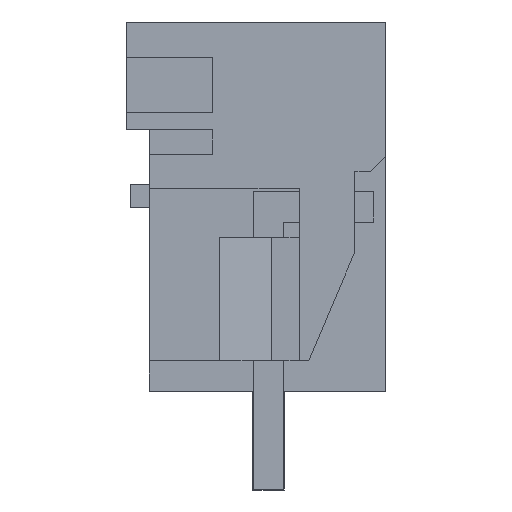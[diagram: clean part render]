
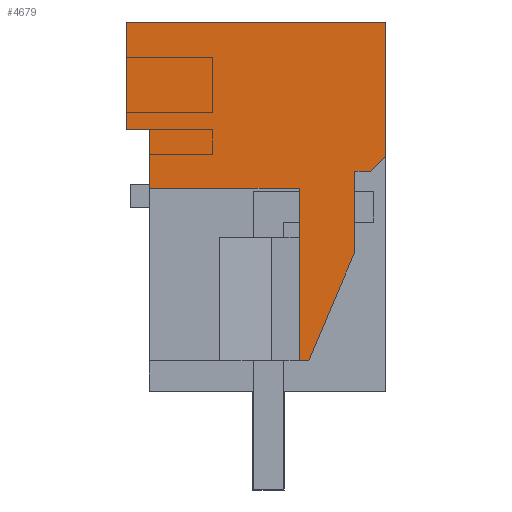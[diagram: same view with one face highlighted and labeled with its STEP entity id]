
A CAD part, left-side view. The second image highlights one B-rep face of the part: STEP entity #4679.
In plain terms, the highlighted planar face has unit normal (-1, 0, 0).
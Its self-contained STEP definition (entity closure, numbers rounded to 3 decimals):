
#4604=AXIS2_PLACEMENT_3D('Plane Axis2P3D',#4601,#4602,#4603) ;
#2457=CARTESIAN_POINT('Vertex',(0.,0.,15.2)) ;
#2460=CARTESIAN_POINT('Line Origine',(0.,0.,13.023)) ;
#2464=CARTESIAN_POINT('Vertex',(0.,0.,10.846)) ;
#3454=CARTESIAN_POINT('Vertex',(0.,7.68,9.8)) ;
#3457=CARTESIAN_POINT('Line Origine',(0.,7.68,10.75)) ;
#3461=CARTESIAN_POINT('Vertex',(0.,7.68,11.7)) ;
#4582=CARTESIAN_POINT('Line Origine',(0.,0.25,10.596)) ;
#4586=CARTESIAN_POINT('Vertex',(0.,0.5,10.346)) ;
#4601=CARTESIAN_POINT('Axis2P3D Location',(0.,-1.5,3.2)) ;
#4606=CARTESIAN_POINT('Line Origine',(0.,4.215,15.2)) ;
#4610=CARTESIAN_POINT('Vertex',(0.,8.43,15.2)) ;
#4613=CARTESIAN_POINT('Line Origine',(0.,8.43,13.45)) ;
#4617=CARTESIAN_POINT('Vertex',(0.,8.43,11.7)) ;
#4620=CARTESIAN_POINT('Line Origine',(0.,8.055,11.7)) ;
#4625=CARTESIAN_POINT('Line Origine',(0.,5.245,9.8)) ;
#4629=CARTESIAN_POINT('Vertex',(0.,2.81,9.8)) ;
#4632=CARTESIAN_POINT('Line Origine',(0.,2.81,7.)) ;
#4636=CARTESIAN_POINT('Vertex',(0.,2.81,4.2)) ;
#4639=CARTESIAN_POINT('Line Origine',(0.,2.655,4.2)) ;
#4643=CARTESIAN_POINT('Vertex',(0.,2.501,4.2)) ;
#4646=CARTESIAN_POINT('Line Origine',(0.,1.752,5.968)) ;
#4650=CARTESIAN_POINT('Vertex',(0.,1.003,7.735)) ;
#4653=CARTESIAN_POINT('Line Origine',(0.,1.003,9.041)) ;
#4657=CARTESIAN_POINT('Vertex',(0.,1.003,10.346)) ;
#4660=CARTESIAN_POINT('Line Origine',(0.,0.751,10.346)) ;
#2461=DIRECTION('Vector Direction',(0.,0.,1.)) ;
#3458=DIRECTION('Vector Direction',(0.,0.,-1.)) ;
#4583=DIRECTION('Vector Direction',(0.,-0.707,0.707)) ;
#4602=DIRECTION('Axis2P3D Direction',(-1.,0.,0.)) ;
#4603=DIRECTION('Axis2P3D XDirection',(0.,0.,1.)) ;
#4607=DIRECTION('Vector Direction',(0.,1.,0.)) ;
#4614=DIRECTION('Vector Direction',(0.,0.,-1.)) ;
#4621=DIRECTION('Vector Direction',(0.,-1.,0.)) ;
#4626=DIRECTION('Vector Direction',(0.,-1.,0.)) ;
#4633=DIRECTION('Vector Direction',(0.,0.,-1.)) ;
#4640=DIRECTION('Vector Direction',(0.,1.,0.)) ;
#4647=DIRECTION('Vector Direction',(0.,0.39,-0.921)) ;
#4654=DIRECTION('Vector Direction',(0.,0.,-1.)) ;
#4661=DIRECTION('Vector Direction',(0.,-1.,0.)) ;
#2462=VECTOR('Line Direction',#2461,1.) ;
#3459=VECTOR('Line Direction',#3458,1.) ;
#4584=VECTOR('Line Direction',#4583,1.) ;
#4608=VECTOR('Line Direction',#4607,1.) ;
#4615=VECTOR('Line Direction',#4614,1.) ;
#4622=VECTOR('Line Direction',#4621,1.) ;
#4627=VECTOR('Line Direction',#4626,1.) ;
#4634=VECTOR('Line Direction',#4633,1.) ;
#4641=VECTOR('Line Direction',#4640,1.) ;
#4648=VECTOR('Line Direction',#4647,1.) ;
#4655=VECTOR('Line Direction',#4654,1.) ;
#4662=VECTOR('Line Direction',#4661,1.) ;
#4666=ORIENTED_EDGE('',*,*,#2466,.T.) ;
#4667=ORIENTED_EDGE('',*,*,#4612,.T.) ;
#4668=ORIENTED_EDGE('',*,*,#4619,.T.) ;
#4669=ORIENTED_EDGE('',*,*,#4624,.T.) ;
#4670=ORIENTED_EDGE('',*,*,#3463,.T.) ;
#4671=ORIENTED_EDGE('',*,*,#4631,.T.) ;
#4672=ORIENTED_EDGE('',*,*,#4638,.T.) ;
#4673=ORIENTED_EDGE('',*,*,#4645,.F.) ;
#4674=ORIENTED_EDGE('',*,*,#4652,.F.) ;
#4675=ORIENTED_EDGE('',*,*,#4659,.F.) ;
#4676=ORIENTED_EDGE('',*,*,#4664,.F.) ;
#4677=ORIENTED_EDGE('',*,*,#4588,.F.) ;
#4679=ADVANCED_FACE('HOUSING',(#4678),#4605,.T.) ;
#2466=EDGE_CURVE('',#2465,#2458,#2463,.T.) ;
#3463=EDGE_CURVE('',#3462,#3455,#3460,.T.) ;
#4588=EDGE_CURVE('',#2465,#4587,#4585,.F.) ;
#4612=EDGE_CURVE('',#2458,#4611,#4609,.T.) ;
#4619=EDGE_CURVE('',#4611,#4618,#4616,.T.) ;
#4624=EDGE_CURVE('',#4618,#3462,#4623,.T.) ;
#4631=EDGE_CURVE('',#3455,#4630,#4628,.T.) ;
#4638=EDGE_CURVE('',#4630,#4637,#4635,.T.) ;
#4645=EDGE_CURVE('',#4644,#4637,#4642,.T.) ;
#4652=EDGE_CURVE('',#4651,#4644,#4649,.T.) ;
#4659=EDGE_CURVE('',#4658,#4651,#4656,.T.) ;
#4664=EDGE_CURVE('',#4587,#4658,#4663,.F.) ;
#4665=EDGE_LOOP('',(#4666,#4667,#4668,#4669,#4670,#4671,#4672,#4673,#4674,#4675,#4676,#4677)) ;
#4678=FACE_OUTER_BOUND('',#4665,.T.) ;
#2463=LINE('Line',#2460,#2462) ;
#3460=LINE('Line',#3457,#3459) ;
#4585=LINE('Line',#4582,#4584) ;
#4609=LINE('Line',#4606,#4608) ;
#4616=LINE('Line',#4613,#4615) ;
#4623=LINE('Line',#4620,#4622) ;
#4628=LINE('Line',#4625,#4627) ;
#4635=LINE('Line',#4632,#4634) ;
#4642=LINE('Line',#4639,#4641) ;
#4649=LINE('Line',#4646,#4648) ;
#4656=LINE('Line',#4653,#4655) ;
#4663=LINE('Line',#4660,#4662) ;
#4605=PLANE('',#4604) ;
#2458=VERTEX_POINT('',#2457) ;
#2465=VERTEX_POINT('',#2464) ;
#3455=VERTEX_POINT('',#3454) ;
#3462=VERTEX_POINT('',#3461) ;
#4587=VERTEX_POINT('',#4586) ;
#4611=VERTEX_POINT('',#4610) ;
#4618=VERTEX_POINT('',#4617) ;
#4630=VERTEX_POINT('',#4629) ;
#4637=VERTEX_POINT('',#4636) ;
#4644=VERTEX_POINT('',#4643) ;
#4651=VERTEX_POINT('',#4650) ;
#4658=VERTEX_POINT('',#4657) ;
